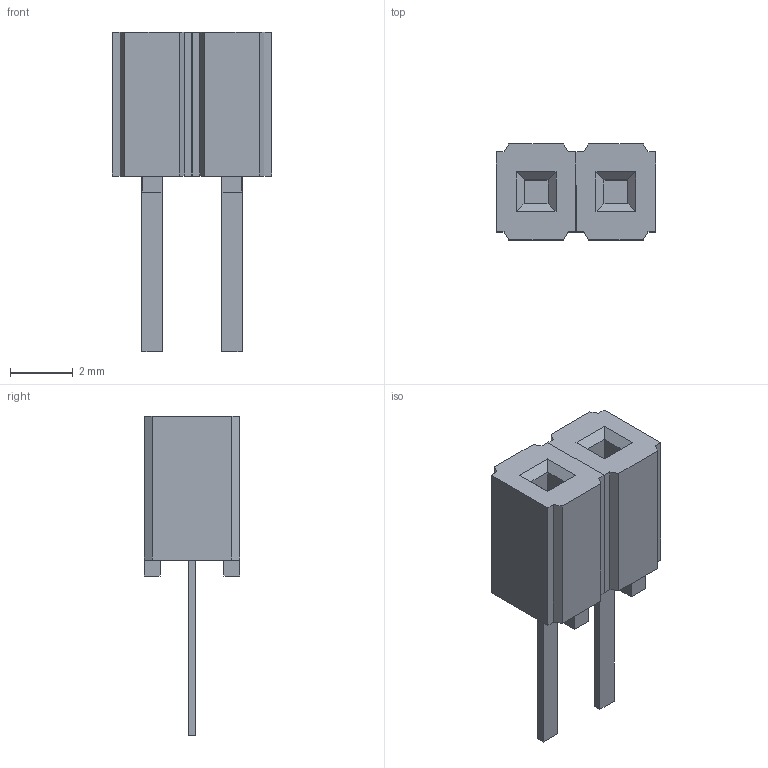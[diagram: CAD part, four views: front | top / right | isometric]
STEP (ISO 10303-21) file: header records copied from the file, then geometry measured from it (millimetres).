
FILE_DESCRIPTION(/* description */ (''),/* implementation_level */ '2;1');
FILE_NAME(/* name */ 'SAMTEC_CES-102-01-T-S.stp',/* time_stamp */ '2015-03-23T17:19:02+01:00',/* author */ ('admchouv'),/* organization */ ('SAMTEC'),/* preprocessor_version */ 'ST-DEVELOPER v15.5',/* originating_system */ 'AutoCAD Mechanical',/* authorisation */ '');
FILE_SCHEMA (('AUTOMOTIVE_DESIGN { 1 0 10303 214 3 1 1 }'));
Length unit declared in the file: millimetre
Products named in the file (1): Product
Bounding box: 5.08 x 3.05 x 10.16 mm (x, y, z)
Volume: 64.9 mm3; surface area: 184.4 mm2
Topology: 10 solids, 10 shells, 92 faces, 208 edges, 136 vertices
Faces by surface type: plane 92
Entity records: 2546 total; most frequent: CARTESIAN_POINT 437, ORIENTED_EDGE 416, DIRECTION 394, LINE 208, VECTOR 208, EDGE_CURVE 208, VERTEX_POINT 136, EDGE_LOOP 96
